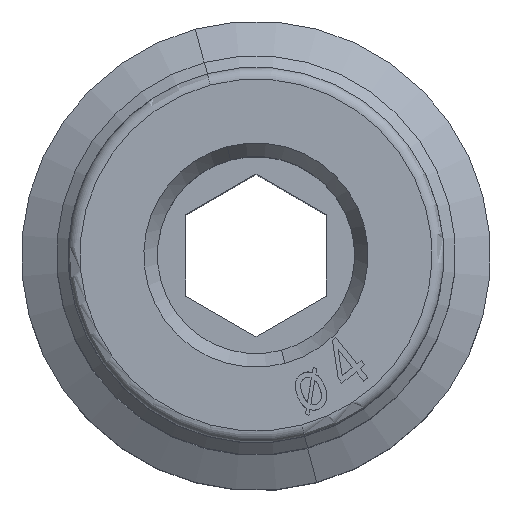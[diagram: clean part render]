
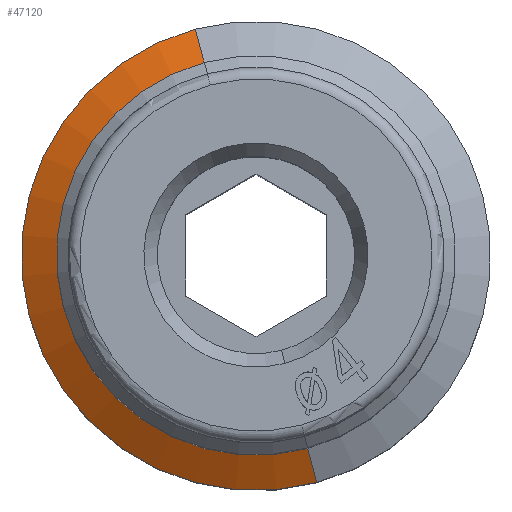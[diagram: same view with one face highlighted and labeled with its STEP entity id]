
A CAD part, top view. The second image highlights one B-rep face of the part: STEP entity #47120.
In plain terms, the highlighted conical face has half-angle 60 degrees and reference radius 4.25 mm.
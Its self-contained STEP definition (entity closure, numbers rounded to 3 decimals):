
#40040=CARTESIAN_POINT('',(-4.105,-1.1,
35.933));
#40050=VERTEX_POINT('',#40040);
#40180=CARTESIAN_POINT('',(4.105,1.1,
35.933));
#40190=VERTEX_POINT('',#40180);
#40220=CARTESIAN_POINT('',(0.,0.,
35.933));
#40230=DIRECTION('',(0.,0.,1.));
#40240=DIRECTION('',(0.966,0.259,
0.));
#40250=AXIS2_PLACEMENT_3D('',#40220,#40230,#40240);
#40260=CIRCLE('',#40250,4.25);
#40490=CARTESIAN_POINT('',(4.105,1.1,
35.933));
#40500=DIRECTION('',(0.837,0.224,
-0.5));
#40510=VECTOR('',#40500,4.907);
#40520=LINE('',#40490,#40510);
#40530=CARTESIAN_POINT('',(4.83,1.294,35.5));
#40540=VERTEX_POINT('',#40530);
#40550=EDGE_CURVE('',#40190,#40540,#40520,.T.);
#40570=CARTESIAN_POINT('',(0.,0.,
35.5));
#40580=DIRECTION('',(0.,0.,1.));
#40590=DIRECTION('',(0.966,0.259,
0.));
#40600=AXIS2_PLACEMENT_3D('',#40570,#40580,#40590);
#40610=CIRCLE('',#40600,5.);
#40660=CARTESIAN_POINT('',(-4.83,-1.294,35.5));
#40670=VERTEX_POINT('',#40660);
#40700=CARTESIAN_POINT('',(-4.105,-1.1,
35.933));
#40710=DIRECTION('',(-0.837,-0.224,
-0.5));
#40720=VECTOR('',#40710,4.907);
#40730=LINE('',#40700,#40720);
#40740=EDGE_CURVE('',#40050,#40670,#40730,.T.);
#45350=EDGE_CURVE('',#40190,#40050,#40260,.T.);
#47000=CARTESIAN_POINT('',(0.,0.,35.933));
#47010=DIRECTION('',(0.,0.,-1.));
#47020=DIRECTION('',(0.966,0.259,
0.));
#47030=AXIS2_PLACEMENT_3D('',#47000,#47010,#47020);
#47040=CONICAL_SURFACE('',#47030,4.25,1.047);
#47050=ORIENTED_EDGE('',*,*,#45350,.F.);
#47060=ORIENTED_EDGE('',*,*,#40740,.F.);
#47070=EDGE_CURVE('',#40540,#40670,#40610,.T.);
#47080=ORIENTED_EDGE('',*,*,#47070,.T.);
#47090=ORIENTED_EDGE('',*,*,#40550,.T.);
#47100=EDGE_LOOP('',(#47090,#47080,#47060,#47050));
#47110=FACE_OUTER_BOUND('',#47100,.T.);
#47120=ADVANCED_FACE('',(#47110),#47040,.T.);
